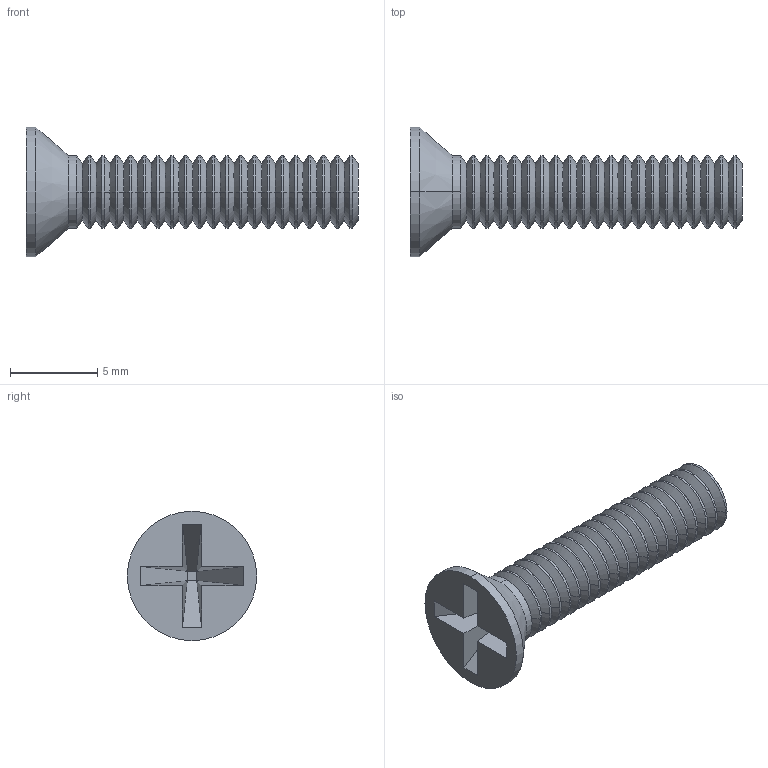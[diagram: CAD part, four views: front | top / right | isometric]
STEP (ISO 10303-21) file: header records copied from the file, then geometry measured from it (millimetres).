
FILE_DESCRIPTION (( 'STEP AP203' ), '1' );
FILE_NAME ('flat head screw_quanser ansi inch_CR-FHMS 0.164-32x0.75x0.75-S_sldprt.STEP', '2016-06-02T17:09:14', ( 'Shusen Zhang' ), ( 'MathWorks' ), 'SwSTEP 2.0', 'SolidWorks 2015', '' );
FILE_SCHEMA (( 'CONFIG_CONTROL_DESIGN' ));
Length unit declared in the file: inch
Products named in the file (1): flat head screw_quanser ansi inch_CR-FHMS 0.164-32x0.75x0.75-S_sldprt
Bounding box: 19.05 x 7.42 x 7.42 mm (x, y, z)
Volume: 245.8 mm3; surface area: 458.9 mm2
Topology: 1 solids, 1 shells, 143 faces, 368 edges, 228 vertices
Faces by surface type: cone 84, cylinder 44, plane 15
Entity records: 4477 total; most frequent: DIRECTION 868, CARTESIAN_POINT 740, ORIENTED_EDGE 736, EDGE_CURVE 368, AXIS2_PLACEMENT_3D 356, VERTEX_POINT 228, CIRCLE 212, LINE 156
